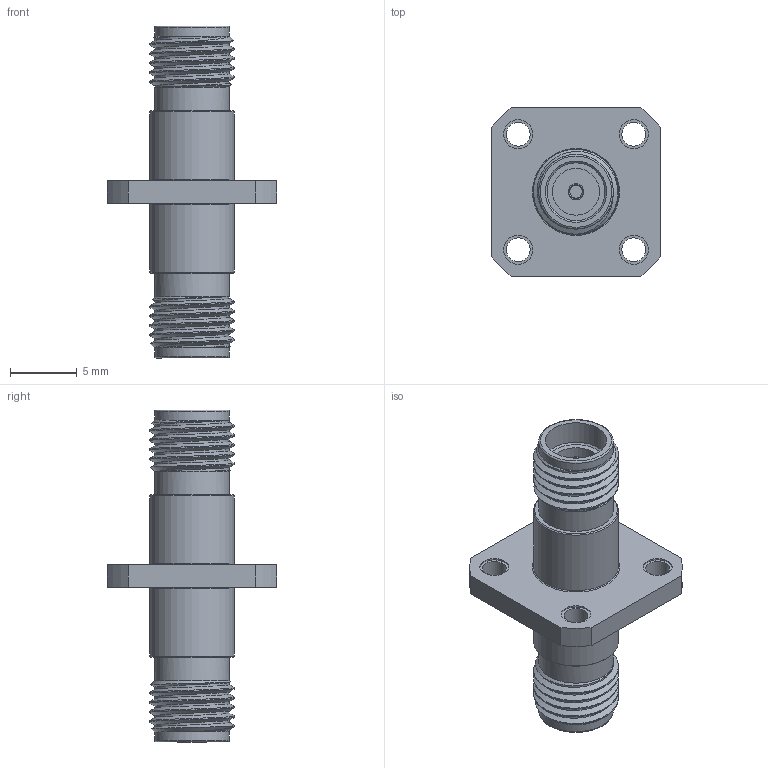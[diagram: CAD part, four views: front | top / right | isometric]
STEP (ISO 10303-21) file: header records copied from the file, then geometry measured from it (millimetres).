
FILE_DESCRIPTION (( 'STEP AP203' ), '1' );
FILE_NAME ('SM3311_3D.step', '2022-01-10T18:28:22', ( '' ), ( '' ), 'SwSTEP 2.0', 'SolidWorks 2021', '' );
FILE_SCHEMA (( 'CONFIG_CONTROL_DESIGN' ));
Length unit declared in the file: inch
Products named in the file (1): SM3311_3D
Bounding box: 12.7 x 12.7 x 24.82 mm (x, y, z)
Volume: 794.5 mm3; surface area: 1078.7 mm2
Topology: 1 solids, 1 shells, 94 faces, 213 edges, 139 vertices
Faces by surface type: plane 40, cylinder 32, cone 12, bspline 6, torus 4
Full cylindrical faces by diameter (mm): 0.94 x2, 1.194 x2, 1.778 x4, 2.184 x8, 3.5 x2, 4.572 x2, 5.582 x4, 6.35 x2
Entity records: 5925 total; most frequent: CARTESIAN_POINT 3951, DIRECTION 394, ORIENTED_EDGE 332, AXIS2_PLACEMENT_3D 173, EDGE_CURVE 166, EDGE_LOOP 154, VERTEX_POINT 126, FACE_OUTER_BOUND 124
